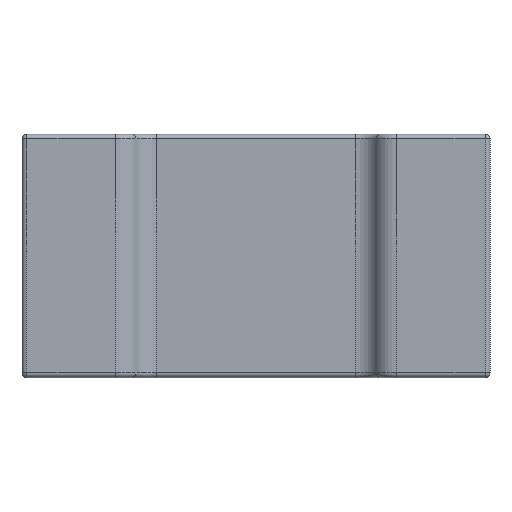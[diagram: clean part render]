
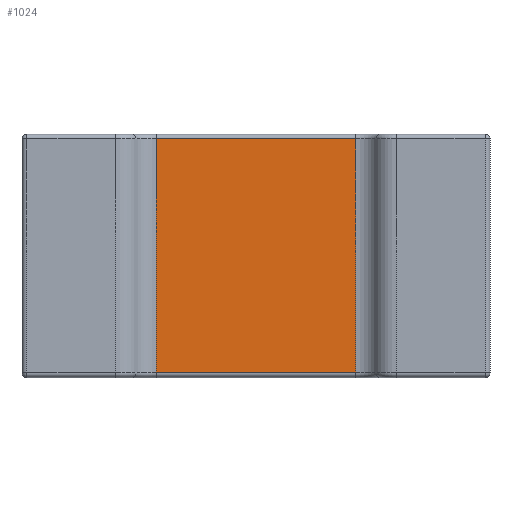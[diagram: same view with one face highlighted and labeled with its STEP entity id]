
A CAD part, front view. The second image highlights one B-rep face of the part: STEP entity #1024.
In plain terms, the highlighted planar face has unit normal (0, -1, 0).
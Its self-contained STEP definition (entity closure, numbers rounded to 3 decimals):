
#61 = ORIENTED_EDGE ( 'NONE', *, *, #242, .T. ) ;
#116 = VERTEX_POINT ( 'NONE', #627 ) ;
#166 = LINE ( 'NONE', #1378, #644 ) ;
#219 = AXIS2_PLACEMENT_3D ( 'NONE', #1443, #279, #591 ) ;
#242 = EDGE_CURVE ( 'NONE', #1501, #320, #166, .T. ) ;
#279 = DIRECTION ( 'NONE',  ( 0., -1., 0. ) ) ;
#320 = VERTEX_POINT ( 'NONE', #821 ) ;
#349 = DIRECTION ( 'NONE',  ( -1., 0., 0. ) ) ;
#466 = ORIENTED_EDGE ( 'NONE', *, *, #1713, .T. ) ;
#493 = VECTOR ( 'NONE', #1521, 1000. ) ;
#510 = DIRECTION ( 'NONE',  ( 1., 0., 0. ) ) ;
#591 = DIRECTION ( 'NONE',  ( 0., 0., -1. ) ) ;
#627 = CARTESIAN_POINT ( 'NONE',  ( -2.134, 0.5, 2.5 ) ) ;
#630 = CARTESIAN_POINT ( 'NONE',  ( -2.134, 0.5, -2.6 ) ) ;
#644 = VECTOR ( 'NONE', #510, 1000. ) ;
#754 = ORIENTED_EDGE ( 'NONE', *, *, #1755, .T. ) ;
#821 = CARTESIAN_POINT ( 'NONE',  ( 2.134, 0.5, -2.5 ) ) ;
#884 = PLANE ( 'NONE',  #219 ) ;
#898 = CARTESIAN_POINT ( 'NONE',  ( 2.134, 0.5, 2.5 ) ) ;
#1024 = ADVANCED_FACE ( 'NONE', ( #1175 ), #884, .T. ) ;
#1074 = VECTOR ( 'NONE', #349, 1000. ) ;
#1097 = CARTESIAN_POINT ( 'NONE',  ( 0., 0.5, 2.5 ) ) ;
#1175 = FACE_OUTER_BOUND ( 'NONE', #1197, .T. ) ;
#1180 = VECTOR ( 'NONE', #1802, 1000. ) ;
#1197 = EDGE_LOOP ( 'NONE', ( #1254, #61, #754, #466 ) ) ;
#1225 = CARTESIAN_POINT ( 'NONE',  ( -2.134, 0.5, -2.5 ) ) ;
#1254 = ORIENTED_EDGE ( 'NONE', *, *, #1681, .F. ) ;
#1378 = CARTESIAN_POINT ( 'NONE',  ( 2.134, 0.5, -2.5 ) ) ;
#1390 = VERTEX_POINT ( 'NONE', #898 ) ;
#1443 = CARTESIAN_POINT ( 'NONE',  ( 0., 0.5, -2.6 ) ) ;
#1501 = VERTEX_POINT ( 'NONE', #1225 ) ;
#1521 = DIRECTION ( 'NONE',  ( 0., 0., 1. ) ) ;
#1568 = LINE ( 'NONE', #1097, #1074 ) ;
#1580 = LINE ( 'NONE', #1668, #1180 ) ;
#1658 = LINE ( 'NONE', #630, #493 ) ;
#1668 = CARTESIAN_POINT ( 'NONE',  ( 2.134, 0.5, -2.6 ) ) ;
#1681 = EDGE_CURVE ( 'NONE', #1501, #116, #1658, .T. ) ;
#1713 = EDGE_CURVE ( 'NONE', #1390, #116, #1568, .T. ) ;
#1755 = EDGE_CURVE ( 'NONE', #320, #1390, #1580, .T. ) ;
#1802 = DIRECTION ( 'NONE',  ( 0., 0., 1. ) ) ;
